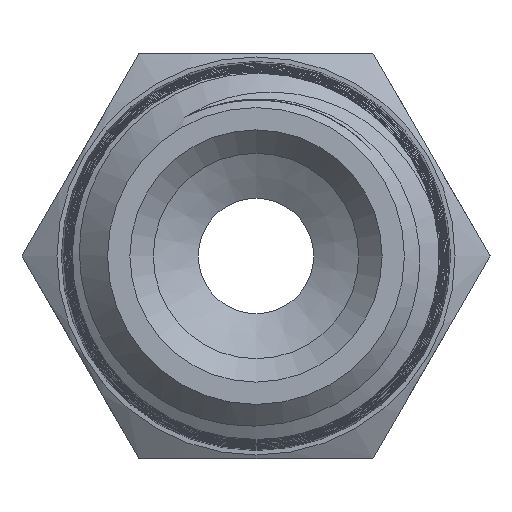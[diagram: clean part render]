
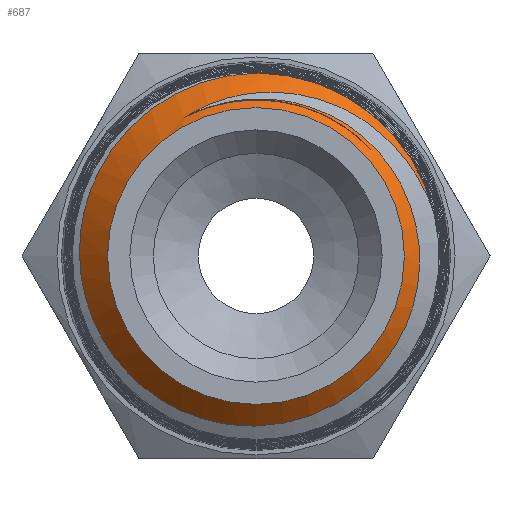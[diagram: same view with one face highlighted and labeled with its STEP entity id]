
A CAD part, left-side view. The second image highlights one B-rep face of the part: STEP entity #687.
In plain terms, the highlighted conical face has half-angle 45 degrees and reference radius 6.453 mm.
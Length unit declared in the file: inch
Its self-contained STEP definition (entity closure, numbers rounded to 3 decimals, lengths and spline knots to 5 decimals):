
#83=B_SPLINE_CURVE_WITH_KNOTS('',3,(#2435,#2436,#2437,#2438,#2439,#2440,
#2441,#2442,#2443,#2444,#2445,#2446,#2447,#2448,#2449,#2450,#2451,#2452,
#2453,#2454,#2455,#2456,#2457,#2458,#2459,#2460,#2461,#2462,#2463,#2464,
#2465,#2466,#2467,#2468,#2469,#2470,#2471,#2472,#2473,#2474,#2475,#2476,
#2477,#2478,#2479,#2480,#2481,#2482,#2483,#2484,#2485,#2486),
 .UNSPECIFIED.,.F.,.F.,(4,2,2,2,2,2,2,2,2,2,2,2,2,2,2,2,2,2,2,2,2,2,2,2,
2,4),(0.,0.15441,0.30513,0.40754,
0.65022,0.89065,1.01411,1.13283,1.25414,
1.37391,1.49282,1.72517,1.95504,2.07033,
2.18494,2.30073,2.41353,2.64461,2.87568,
3.10527,3.21715,3.32791,3.43749,3.6579,
3.78628,3.91202),.UNSPECIFIED.);
#84=B_SPLINE_CURVE_WITH_KNOTS('',3,(#2488,#2489,#2490,#2491,#2492,#2493,
#2494,#2495,#2496,#2497,#2498,#2499,#2500,#2501,#2502,#2503),
 .UNSPECIFIED.,.F.,.F.,(4,3,3,3,3,4),(0.,0.00005,
0.00022,0.00027,0.00047,0.00068),
 .UNSPECIFIED.);
#85=B_SPLINE_CURVE_WITH_KNOTS('',3,(#2506,#2507,#2508,#2509,#2510,#2511,
#2512,#2513,#2514,#2515,#2516,#2517,#2518,#2519),.UNSPECIFIED.,.F.,.F.,
(4,2,2,2,2,2,4),(0.,0.20533,0.49752,0.69478,
1.21214,1.8341,2.46495),.UNSPECIFIED.);
#90=CONICAL_SURFACE('',#772,0.25406,0.785);
#106=FACE_BOUND('',#205,.T.);
#146=FACE_OUTER_BOUND('',#204,.T.);
#204=EDGE_LOOP('',(#479));
#205=EDGE_LOOP('',(#480,#481,#482,#483,#484));
#296=CIRCLE('',#771,0.25406);
#297=CIRCLE('',#773,0.206);
#298=CIRCLE('',#774,0.21782);
#336=VERTEX_POINT('',#1067);
#341=VERTEX_POINT('',#1801);
#342=VERTEX_POINT('',#2432);
#343=VERTEX_POINT('',#2434);
#344=VERTEX_POINT('',#2487);
#345=VERTEX_POINT('',#2504);
#403=EDGE_CURVE('',#336,#341,#296,.T.);
#404=EDGE_CURVE('',#342,#342,#297,.T.);
#405=EDGE_CURVE('',#341,#343,#83,.T.);
#406=EDGE_CURVE('',#343,#344,#84,.T.);
#407=EDGE_CURVE('',#344,#345,#298,.T.);
#408=EDGE_CURVE('',#345,#336,#85,.T.);
#479=ORIENTED_EDGE('',*,*,#404,.F.);
#480=ORIENTED_EDGE('',*,*,#405,.T.);
#481=ORIENTED_EDGE('',*,*,#406,.T.);
#482=ORIENTED_EDGE('',*,*,#407,.T.);
#483=ORIENTED_EDGE('',*,*,#408,.T.);
#484=ORIENTED_EDGE('',*,*,#403,.T.);
#687=ADVANCED_FACE('',(#146,#106),#90,.T.);
#771=AXIS2_PLACEMENT_3D('',#2430,#881,#882);
#772=AXIS2_PLACEMENT_3D('',#2431,#883,#884);
#773=AXIS2_PLACEMENT_3D('',#2433,#885,#886);
#774=AXIS2_PLACEMENT_3D('',#2505,#887,#888);
#881=DIRECTION('center_axis',(-1.,0.,0.));
#882=DIRECTION('ref_axis',(0.,0.,1.));
#883=DIRECTION('center_axis',(1.,0.,0.));
#884=DIRECTION('ref_axis',(0.,0.,-1.));
#885=DIRECTION('center_axis',(-1.,0.,0.));
#886=DIRECTION('ref_axis',(0.,0.,1.));
#887=DIRECTION('center_axis',(-1.,-0.004,-0.004));
#888=DIRECTION('ref_axis',(-0.005,0.459,0.888));
#1067=CARTESIAN_POINT('',(0.04806,-0.24741,0.05776));
#1801=CARTESIAN_POINT('',(0.04806,-0.00382,0.25403));
#2430=CARTESIAN_POINT('Origin',(0.04806,0.,0.));
#2431=CARTESIAN_POINT('Origin',(0.04806,0.,0.));
#2432=CARTESIAN_POINT('',(0.,0.,-0.206));
#2433=CARTESIAN_POINT('Origin',(0.,0.,0.));
#2434=CARTESIAN_POINT('',(0.01082,0.04914,0.21117));
#2435=CARTESIAN_POINT('Ctrl Pts',(0.04806,-0.00382,
0.25403));
#2436=CARTESIAN_POINT('Ctrl Pts',(0.04761,0.01644,
0.25389));
#2437=CARTESIAN_POINT('Ctrl Pts',(0.04715,0.03653,
0.25131));
#2438=CARTESIAN_POINT('Ctrl Pts',(0.04624,0.07525,
0.24156));
#2439=CARTESIAN_POINT('Ctrl Pts',(0.04581,0.09377,
0.23452));
#2440=CARTESIAN_POINT('Ctrl Pts',(0.04506,0.12313,
0.2192));
#2441=CARTESIAN_POINT('Ctrl Pts',(0.04475,0.13449,0.21205));
#2442=CARTESIAN_POINT('Ctrl Pts',(0.04371,0.17062,
0.18507));
#2443=CARTESIAN_POINT('Ctrl Pts',(0.04301,0.19228,
0.16138));
#2444=CARTESIAN_POINT('Ctrl Pts',(0.04154,0.2253,
0.10728));
#2445=CARTESIAN_POINT('Ctrl Pts',(0.04083,0.23652,
0.07736));
#2446=CARTESIAN_POINT('Ctrl Pts',(0.03971,0.24439,
0.03014));
#2447=CARTESIAN_POINT('Ctrl Pts',(0.03933,0.24547,0.01388));
#2448=CARTESIAN_POINT('Ctrl Pts',(0.03859,0.24443,-0.01797));
#2449=CARTESIAN_POINT('Ctrl Pts',(0.03823,0.24242,
-0.03351));
#2450=CARTESIAN_POINT('Ctrl Pts',(0.03749,0.23539,
-0.06429));
#2451=CARTESIAN_POINT('Ctrl Pts',(0.03711,0.23031,
-0.07947));
#2452=CARTESIAN_POINT('Ctrl Pts',(0.03636,0.21735,
-0.10839));
#2453=CARTESIAN_POINT('Ctrl Pts',(0.036,0.20952,-0.12211));
#2454=CARTESIAN_POINT('Ctrl Pts',(0.03526,0.19139,
-0.14772));
#2455=CARTESIAN_POINT('Ctrl Pts',(0.03489,0.18117,-0.15953));
#2456=CARTESIAN_POINT('Ctrl Pts',(0.03379,0.14777,
-0.19129));
#2457=CARTESIAN_POINT('Ctrl Pts',(0.03308,0.12183,
-0.20798));
#2458=CARTESIAN_POINT('Ctrl Pts',(0.03161,0.06526,
-0.23047));
#2459=CARTESIAN_POINT('Ctrl Pts',(0.0309,0.03513,
-0.23624));
#2460=CARTESIAN_POINT('Ctrl Pts',(0.02979,-0.01047,
-0.23605));
#2461=CARTESIAN_POINT('Ctrl Pts',(0.02942,-0.02567,
-0.23451));
#2462=CARTESIAN_POINT('Ctrl Pts',(0.02868,-0.05545,
-0.22854));
#2463=CARTESIAN_POINT('Ctrl Pts',(0.02832,-0.06998,
-0.22414));
#2464=CARTESIAN_POINT('Ctrl Pts',(0.02758,-0.09812,
-0.21253));
#2465=CARTESIAN_POINT('Ctrl Pts',(0.0272,-0.11165,
-0.20531));
#2466=CARTESIAN_POINT('Ctrl Pts',(0.02646,-0.13676,
-0.18856));
#2467=CARTESIAN_POINT('Ctrl Pts',(0.0261,-0.14834,
-0.17913));
#2468=CARTESIAN_POINT('Ctrl Pts',(0.02499,-0.18061,
-0.1472));
#2469=CARTESIAN_POINT('Ctrl Pts',(0.02423,-0.19777,
-0.12172));
#2470=CARTESIAN_POINT('Ctrl Pts',(0.02273,-0.22121,
-0.06564));
#2471=CARTESIAN_POINT('Ctrl Pts',(0.02197,-0.22718,
-0.0357));
#2472=CARTESIAN_POINT('Ctrl Pts',(0.02047,-0.22712,
0.02461));
#2473=CARTESIAN_POINT('Ctrl Pts',(0.01971,-0.22114,
0.05421));
#2474=CARTESIAN_POINT('Ctrl Pts',(0.01859,-0.2039,
0.09527));
#2475=CARTESIAN_POINT('Ctrl Pts',(0.01822,-0.19695,
0.10816));
#2476=CARTESIAN_POINT('Ctrl Pts',(0.01748,-0.18069,
0.13229));
#2477=CARTESIAN_POINT('Ctrl Pts',(0.0171,-0.17145,
0.14349));
#2478=CARTESIAN_POINT('Ctrl Pts',(0.01637,-0.15105,
0.16381));
#2479=CARTESIAN_POINT('Ctrl Pts',(0.016,-0.13995,
0.17293));
#2480=CARTESIAN_POINT('Ctrl Pts',(0.0149,-0.10413,
0.19693));
#2481=CARTESIAN_POINT('Ctrl Pts',(0.01415,-0.07727,
0.20814));
#2482=CARTESIAN_POINT('Ctrl Pts',(0.01298,-0.03269,
0.21717));
#2483=CARTESIAN_POINT('Ctrl Pts',(0.01254,-0.01601,
0.21859));
#2484=CARTESIAN_POINT('Ctrl Pts',(0.01167,0.01704,
0.21762));
#2485=CARTESIAN_POINT('Ctrl Pts',(0.01124,0.03331,0.2153));
#2486=CARTESIAN_POINT('Ctrl Pts',(0.01082,0.04914,
0.21117));
#2487=CARTESIAN_POINT('',(0.01078,0.07471,0.2035));
#2488=CARTESIAN_POINT('Ctrl Pts',(0.01082,0.04914,
0.21117));
#2489=CARTESIAN_POINT('Ctrl Pts',(0.01082,0.04982,
0.21102));
#2490=CARTESIAN_POINT('Ctrl Pts',(0.01082,0.05051,
0.21085));
#2491=CARTESIAN_POINT('Ctrl Pts',(0.01082,0.05119,
0.21069));
#2492=CARTESIAN_POINT('Ctrl Pts',(0.01081,0.05332,0.21017));
#2493=CARTESIAN_POINT('Ctrl Pts',(0.01081,0.05544,
0.20961));
#2494=CARTESIAN_POINT('Ctrl Pts',(0.01081,0.05756,
0.20903));
#2495=CARTESIAN_POINT('Ctrl Pts',(0.01081,0.05814,
0.20887));
#2496=CARTESIAN_POINT('Ctrl Pts',(0.01081,0.05873,
0.2087));
#2497=CARTESIAN_POINT('Ctrl Pts',(0.01081,0.05931,
0.20854));
#2498=CARTESIAN_POINT('Ctrl Pts',(0.0108,0.0619,
0.20779));
#2499=CARTESIAN_POINT('Ctrl Pts',(0.0108,0.06448,
0.207));
#2500=CARTESIAN_POINT('Ctrl Pts',(0.01079,0.06705,
0.20616));
#2501=CARTESIAN_POINT('Ctrl Pts',(0.01079,0.06962,
0.20532));
#2502=CARTESIAN_POINT('Ctrl Pts',(0.01078,0.07217,
0.20443));
#2503=CARTESIAN_POINT('Ctrl Pts',(0.01078,0.07471,
0.2035));
#2504=CARTESIAN_POINT('',(0.01073,0.09928,0.19265));
#2505=CARTESIAN_POINT('Origin',(0.01183,-0.00077,
-0.00083));
#2506=CARTESIAN_POINT('Ctrl Pts',(0.01073,0.09928,
0.19265));
#2507=CARTESIAN_POINT('Ctrl Pts',(0.01326,0.0767,
0.20714));
#2508=CARTESIAN_POINT('Ctrl Pts',(0.01529,0.05554,
0.21476));
#2509=CARTESIAN_POINT('Ctrl Pts',(0.01878,0.0193,
0.22503));
#2510=CARTESIAN_POINT('Ctrl Pts',(0.02075,-0.00262,
0.2278));
#2511=CARTESIAN_POINT('Ctrl Pts',(0.02404,-0.0397,
0.22708));
#2512=CARTESIAN_POINT('Ctrl Pts',(0.02539,-0.05466,
0.22534));
#2513=CARTESIAN_POINT('Ctrl Pts',(0.03022,-0.10794,
0.21376));
#2514=CARTESIAN_POINT('Ctrl Pts',(0.03294,-0.13672,
0.19719));
#2515=CARTESIAN_POINT('Ctrl Pts',(0.03711,-0.1765,
0.16927));
#2516=CARTESIAN_POINT('Ctrl Pts',(0.03927,-0.19534,
0.15066));
#2517=CARTESIAN_POINT('Ctrl Pts',(0.04368,-0.22693,
0.10753));
#2518=CARTESIAN_POINT('Ctrl Pts',(0.0459,-0.23917,
0.08353));
#2519=CARTESIAN_POINT('Ctrl Pts',(0.04806,-0.24741,
0.05776));
